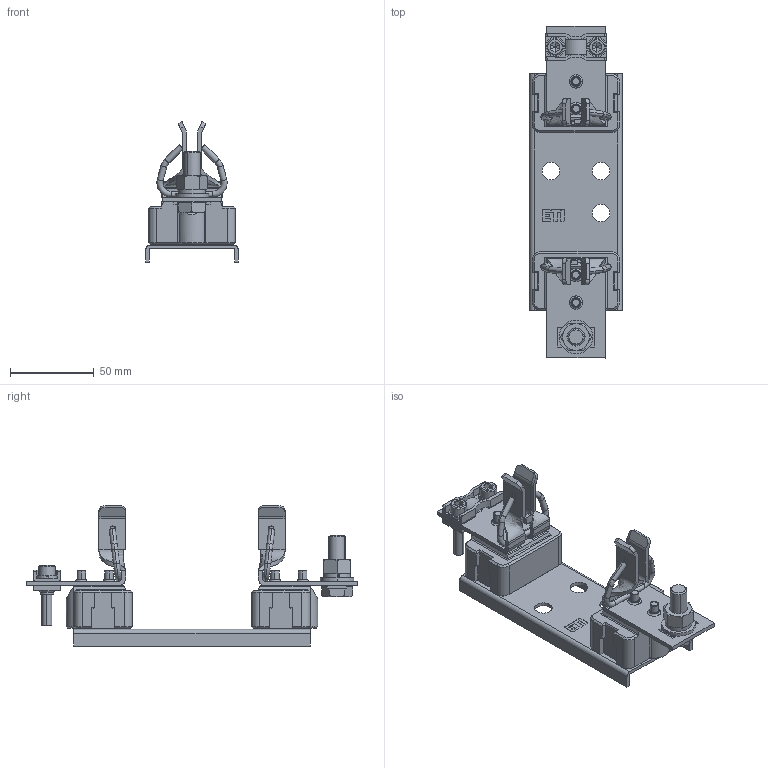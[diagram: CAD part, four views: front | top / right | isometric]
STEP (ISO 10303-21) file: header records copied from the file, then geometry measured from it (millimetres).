
FILE_DESCRIPTION((''),'2;1');
FILE_NAME('004123100_PK1_M10-M10_1P_S_ASM','2023-10-23T07:47:15',('klemen.sitar'),('Audax d.o.o.'),'CREO PARAMETRIC BY PTC INC, 2021304','CREO PARAMETRIC BY PTC INC, 2021304','');
FILE_SCHEMA(('AP242_MANAGED_MODEL_BASED_3D_ENGINEERING_MIM_LF { 1 0 10303 442 1 1 4 }'));
Length unit declared in the file: millimetre
Products named in the file (18): 0000038637_1_1; 0000038447_1_1_2_1; 0000038645_AF0_1_1_2_1; 0000038645_AF1_1_1_2_1; 0000032606_1_1; 0000032607_1_1_2_3_1; 0000032604_1_1_2_3_1; 0000032603_1_1_2_3_1; 0000032605_1_1_2_3_1; M8_BOT_ASM; BOTTOM_1; PRT0002; 0000053822_1_1; 0000053839_1_1; 0000053840_1_1; 0000053842_1_1; S12_TOP__ASM; 004123100_PK1_M10-M10_1P_S_ASM
Assembly tree (24 placements, depth 3):
  004123100_PK1_M10-M10_1P_S_ASM
    0000038637_1_1  x2
    0000038447_1_1_2_1  x2
    0000038645_AF0_1_1_2_1
    0000038645_AF1_1_1_2_1
    0000032606_1_1  x4
    M8_BOT_ASM
      0000032607_1_1_2_3_1
      0000032604_1_1_2_3_1
      0000032603_1_1_2_3_1
      0000032605_1_1_2_3_1
    BOTTOM_1
    PRT0002
    S12_TOP__ASM
      0000053822_1_1  x2
      0000053839_1_1
      0000053840_1_1
      0000053842_1_1  x2
Bounding box: 55.02 x 198 x 83.6 mm (x, y, z)
Volume: 137539.4 mm3; surface area: 70486.3 mm2
Topology: 24 solids, 45 shells, 898 faces, 2228 edges, 1424 vertices
Faces by surface type: plane 504, cylinder 236, cone 82, torus 54, bspline 22
Entity records: 38627 total; most frequent: CARTESIAN_POINT 13421, DIRECTION 2991, ORIENTED_EDGE 2750, PRESENTATION_STYLE_ASSIGNMENT 1985, STYLED_ITEM 1985, CURVE_STYLE 1395, EDGE_CURVE 1395, AXIS2_PLACEMENT_3D 1079
